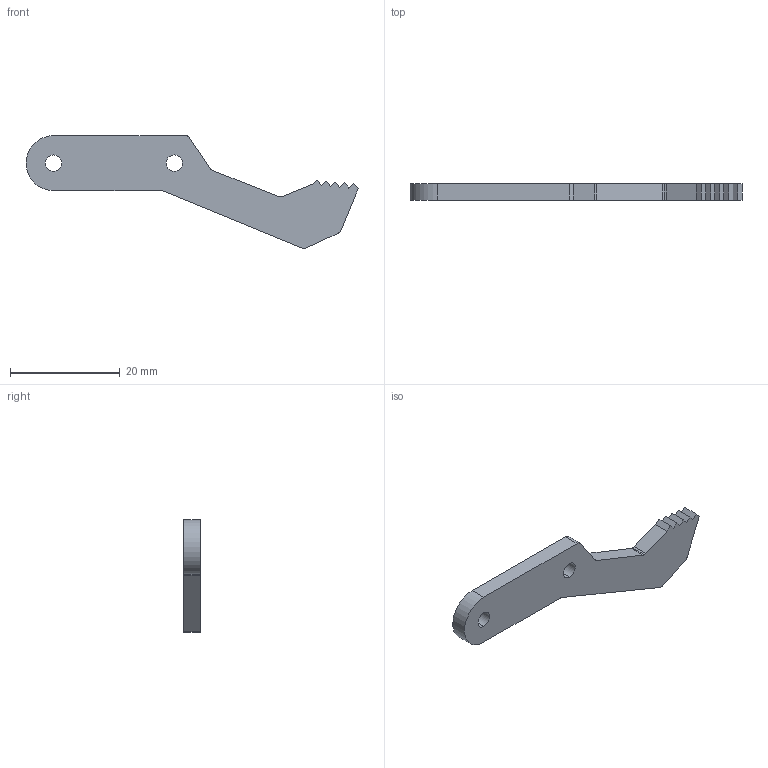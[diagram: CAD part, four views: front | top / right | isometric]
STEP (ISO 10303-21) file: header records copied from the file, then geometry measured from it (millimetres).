
FILE_DESCRIPTION (( 'STEP AP203' ), '1' );
FILE_NAME ('Gripper_Default_sldprt.STEP', '2023-02-02T14:15:16', ( '' ), ( '' ), 'SwSTEP 2.0', 'SolidWorks 2022', '' );
FILE_SCHEMA (( 'CONFIG_CONTROL_DESIGN' ));
Length unit declared in the file: millimetre
Products named in the file (1): Gripper_Default_sldprt
Bounding box: 60.44 x 3 x 20.51 mm (x, y, z)
Volume: 1599.7 mm3; surface area: 1550.9 mm2
Topology: 1 solids, 1 shells, 33 faces, 93 edges, 62 vertices
Faces by surface type: plane 20, cylinder 13
Entity records: 1158 total; most frequent: CARTESIAN_POINT 189, DIRECTION 187, ORIENTED_EDGE 186, EDGE_CURVE 93, VECTOR 67, LINE 67, VERTEX_POINT 62, AXIS2_PLACEMENT_3D 60
